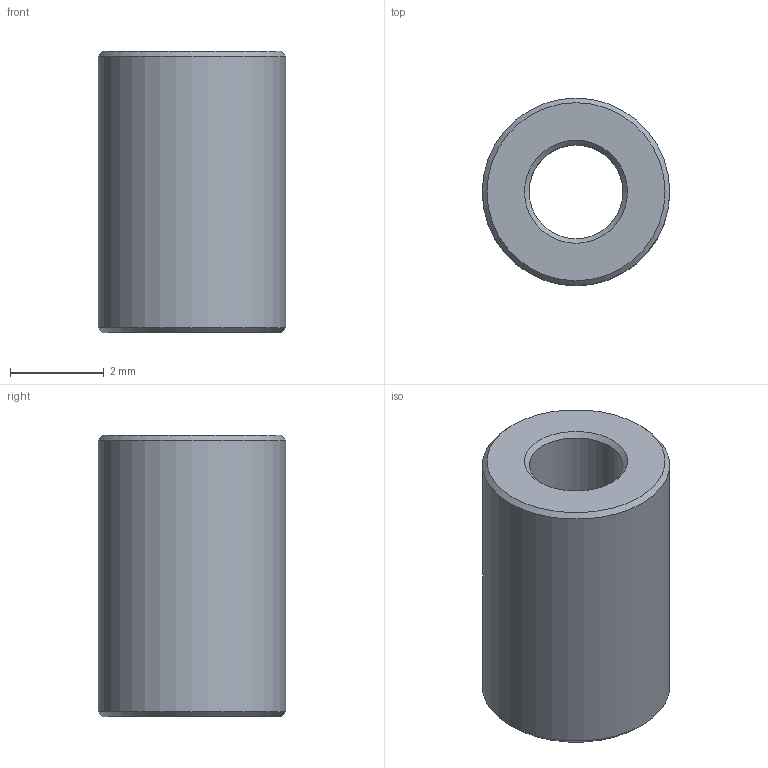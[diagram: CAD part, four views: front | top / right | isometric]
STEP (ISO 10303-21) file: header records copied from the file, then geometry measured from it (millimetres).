
FILE_DESCRIPTION(/* description */ ('CASQUILLO HOT-END'),/* implementation_level */ '2;1');
FILE_NAME(/* name */ 'C04H030020-Casquillo Hot-End.stp',/* time_stamp */ '2014-12-22T14:51:17+01:00',/* author */ ('MARCHA TECHNOLOGY'),/* organization */ ('MARCHA TECHNOLOGY'),/* preprocessor_version */ 'ST-DEVELOPER v15.6',/* originating_system */ 'Autodesk Inventor 2015',/* authorisation */ '');
FILE_SCHEMA (('CONFIG_CONTROL_DESIGN'));
Length unit declared in the file: millimetre
Products named in the file (1): C04H030020-Casquillo Hot-End
Bounding box: 4 x 4 x 6 mm (x, y, z)
Volume: 56.4 mm3; surface area: 129.7 mm2
Topology: 1 solids, 1 shells, 8 faces, 14 edges, 8 vertices
Faces by surface type: cone 4, cylinder 2, plane 2
Full cylindrical faces by diameter (mm): 2 x1, 4 x1
Entity records: 192 total; most frequent: DIRECTION 34, CARTESIAN_POINT 25, AXIS2_PLACEMENT_3D 17, EDGE_LOOP 16, ORIENTED_EDGE 16, FACE_BOUND 8, FACE_OUTER_BOUND 8, CIRCLE 8
